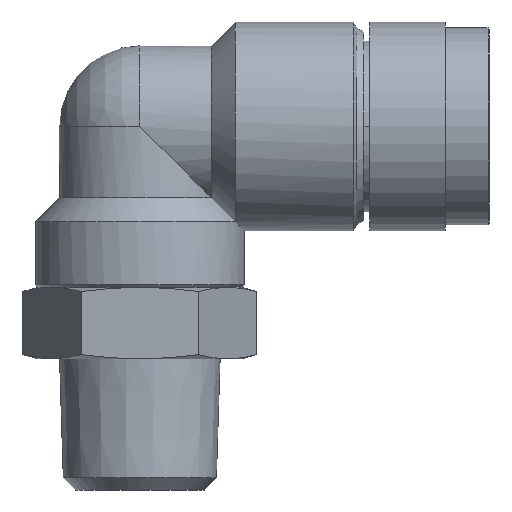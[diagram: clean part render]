
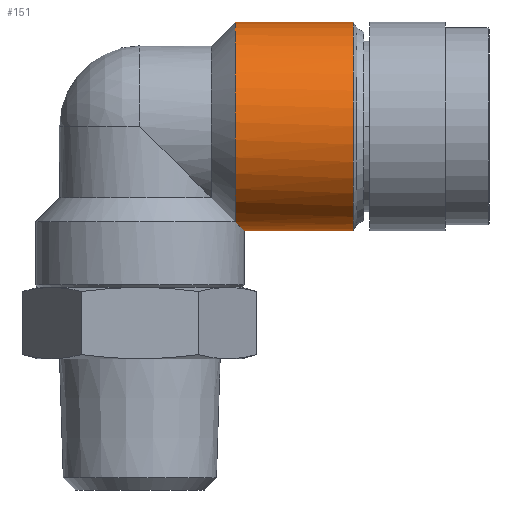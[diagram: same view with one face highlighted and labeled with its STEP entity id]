
A CAD part, front view. The second image highlights one B-rep face of the part: STEP entity #151.
In plain terms, the highlighted cylindrical face has radius 8.75 mm (diameter 17.5 mm), a partial arc.
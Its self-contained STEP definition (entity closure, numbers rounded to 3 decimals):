
#18=VECTOR('',#1129,9.909);
#19=VECTOR('',#1129,9.159);
#50=LINE('',#989,#18);
#51=LINE('',#991,#19);
#101=ELLIPSE('',#1089,12.374,8.75);
#105=CYLINDRICAL_SURFACE('',#1088,8.75);
#151=ADVANCED_FACE('KL10-02',(#209),#105,.T.);
#209=FACE_OUTER_BOUND('',#794,.T.);
#236=CIRCLE('',#1007,8.75);
#284=CIRCLE('',#1090,8.75);
#428=ORIENTED_EDGE('',*,*,#619,.T.);
#429=ORIENTED_EDGE('',*,*,#539,.F.);
#430=ORIENTED_EDGE('',*,*,#620,.T.);
#431=ORIENTED_EDGE('',*,*,#621,.F.);
#432=ORIENTED_EDGE('',*,*,#622,.T.);
#539=EDGE_CURVE('103',#686,#687,#236,.T.);
#619=EDGE_CURVE('105',#744,#687,#50,.T.);
#620=EDGE_CURVE('55',#686,#745,#101,.T.);
#621=EDGE_CURVE('52',#746,#745,#51,.T.);
#622=EDGE_CURVE('54',#746,#744,#284,.T.);
#686=VERTEX_POINT('2',#855);
#687=VERTEX_POINT('70',#858);
#744=VERTEX_POINT('1',#989);
#745=VERTEX_POINT('50',#990);
#746=VERTEX_POINT('49',#991);
#794=EDGE_LOOP('',(#428,#429,#430,#431,#432));
#855=CARTESIAN_POINT('',(8.,-3.544,22.5));
#858=CARTESIAN_POINT('',(8.,0.,39.25));
#859=CARTESIAN_POINT('',(8.,0.,30.5));
#862=CARTESIAN_POINT('',(0.,0.,30.5));
#988=CARTESIAN_POINT('',(17.909,0.,30.5));
#989=CARTESIAN_POINT('',(17.909,0.,39.25));
#990=CARTESIAN_POINT('',(8.75,0.,21.75));
#991=CARTESIAN_POINT('',(17.909,0.,21.75));
#1007=AXIS2_PLACEMENT_3D('',#859,#1129,#1131);
#1088=AXIS2_PLACEMENT_3D('',#988,#1129,#1137);
#1089=AXIS2_PLACEMENT_3D('',#862,#1134,#1135);
#1090=AXIS2_PLACEMENT_3D('',#988,#1129,#1137);
#1129=DIRECTION('',(-1.,0.,0.));
#1131=DIRECTION('',(0.,-0.405,-0.914));
#1134=DIRECTION('',(0.707,0.,0.707));
#1135=DIRECTION('',(-0.707,0.,0.707));
#1137=DIRECTION('',(0.,0.,-1.));
